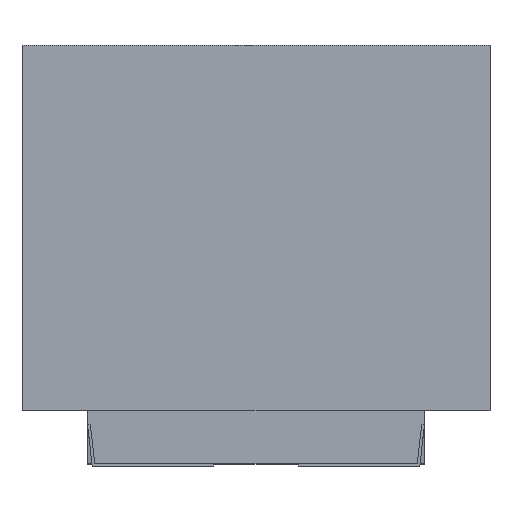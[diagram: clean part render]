
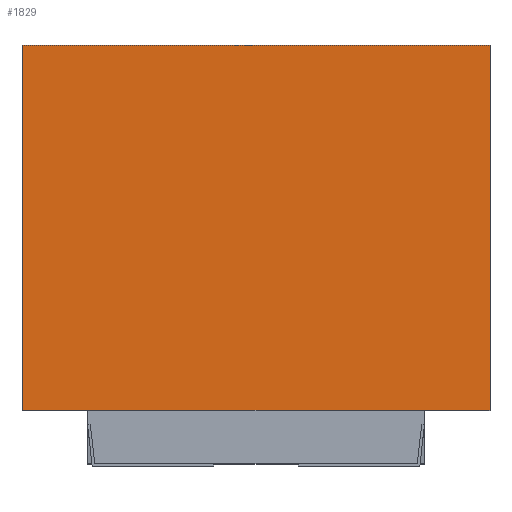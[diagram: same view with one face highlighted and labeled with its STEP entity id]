
A CAD part, top view. The second image highlights one B-rep face of the part: STEP entity #1829.
In plain terms, the highlighted planar face has unit normal (0, 0, 1).
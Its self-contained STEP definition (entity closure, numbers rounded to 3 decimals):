
#81 = CARTESIAN_POINT ( 'NONE',  ( -2.5, 0.6, 2.45 ) ) ;
#146 = AXIS2_PLACEMENT_3D ( 'NONE', #1503, #908, #676 ) ;
#251 = DIRECTION ( 'NONE',  ( 1., 0., 0. ) ) ;
#262 = EDGE_CURVE ( 'NONE', #1576, #514, #1687, .T. ) ;
#267 = EDGE_CURVE ( 'NONE', #1535, #531, #434, .T. ) ;
#270 = VECTOR ( 'NONE', #2103, 1000. ) ;
#288 = DIRECTION ( 'NONE',  ( 0., -1., 0. ) ) ;
#434 = LINE ( 'NONE', #1653, #270 ) ;
#435 = LINE ( 'NONE', #1209, #626 ) ;
#438 = DIRECTION ( 'NONE',  ( -1., 0., 0. ) ) ;
#514 = VERTEX_POINT ( 'NONE', #2390 ) ;
#531 = VERTEX_POINT ( 'NONE', #768 ) ;
#623 = VECTOR ( 'NONE', #251, 1000. ) ;
#626 = VECTOR ( 'NONE', #1841, 1000. ) ;
#676 = DIRECTION ( 'NONE',  ( -1., 0., 0. ) ) ;
#704 = PLANE ( 'NONE',  #146 ) ;
#752 = EDGE_CURVE ( 'NONE', #1535, #902, #850, .T. ) ;
#768 = CARTESIAN_POINT ( 'NONE',  ( 2.5, 0.6, 2.45 ) ) ;
#834 = ORIENTED_EDGE ( 'NONE', *, *, #943, .T. ) ;
#850 = LINE ( 'NONE', #1422, #2409 ) ;
#902 = VERTEX_POINT ( 'NONE', #1297 ) ;
#908 = DIRECTION ( 'NONE',  ( 0., 0., -1. ) ) ;
#943 = EDGE_CURVE ( 'NONE', #1346, #531, #1054, .T. ) ;
#1008 = CARTESIAN_POINT ( 'NONE',  ( 1.8, 0.6, 2.45 ) ) ;
#1034 = ORIENTED_EDGE ( 'NONE', *, *, #1323, .T. ) ;
#1051 = LINE ( 'NONE', #1716, #1518 ) ;
#1054 = LINE ( 'NONE', #2090, #623 ) ;
#1158 = ORIENTED_EDGE ( 'NONE', *, *, #262, .T. ) ;
#1209 = CARTESIAN_POINT ( 'NONE',  ( 2.5, 0.6, 2.45 ) ) ;
#1297 = CARTESIAN_POINT ( 'NONE',  ( -2.5, 4.5, 2.45 ) ) ;
#1323 = EDGE_CURVE ( 'NONE', #514, #1346, #435, .T. ) ;
#1346 = VERTEX_POINT ( 'NONE', #1008 ) ;
#1382 = ORIENTED_EDGE ( 'NONE', *, *, #267, .F. ) ;
#1393 = FACE_OUTER_BOUND ( 'NONE', #1727, .T. ) ;
#1422 = CARTESIAN_POINT ( 'NONE',  ( 2.5, 4.5, 2.45 ) ) ;
#1503 = CARTESIAN_POINT ( 'NONE',  ( 2.5, 16.001, 2.45 ) ) ;
#1518 = VECTOR ( 'NONE', #288, 1000. ) ;
#1535 = VERTEX_POINT ( 'NONE', #2113 ) ;
#1570 = ORIENTED_EDGE ( 'NONE', *, *, #2446, .T. ) ;
#1576 = VERTEX_POINT ( 'NONE', #81 ) ;
#1653 = CARTESIAN_POINT ( 'NONE',  ( 2.5, 16.001, 2.45 ) ) ;
#1687 = LINE ( 'NONE', #2521, #2454 ) ;
#1716 = CARTESIAN_POINT ( 'NONE',  ( -2.5, 16.001, 2.45 ) ) ;
#1727 = EDGE_LOOP ( 'NONE', ( #1382, #2568, #1570, #1158, #1034, #834 ) ) ;
#1829 = ADVANCED_FACE ( 'NONE', ( #1393 ), #704, .F. ) ;
#1841 = DIRECTION ( 'NONE',  ( 1., 0., 0. ) ) ;
#2090 = CARTESIAN_POINT ( 'NONE',  ( 2.5, 0.6, 2.45 ) ) ;
#2103 = DIRECTION ( 'NONE',  ( 0., -1., 0. ) ) ;
#2113 = CARTESIAN_POINT ( 'NONE',  ( 2.5, 4.5, 2.45 ) ) ;
#2312 = DIRECTION ( 'NONE',  ( 1., 0., 0. ) ) ;
#2390 = CARTESIAN_POINT ( 'NONE',  ( -1.8, 0.6, 2.45 ) ) ;
#2409 = VECTOR ( 'NONE', #438, 1000. ) ;
#2446 = EDGE_CURVE ( 'NONE', #902, #1576, #1051, .T. ) ;
#2454 = VECTOR ( 'NONE', #2312, 1000. ) ;
#2521 = CARTESIAN_POINT ( 'NONE',  ( 2.5, 0.6, 2.45 ) ) ;
#2568 = ORIENTED_EDGE ( 'NONE', *, *, #752, .T. ) ;
